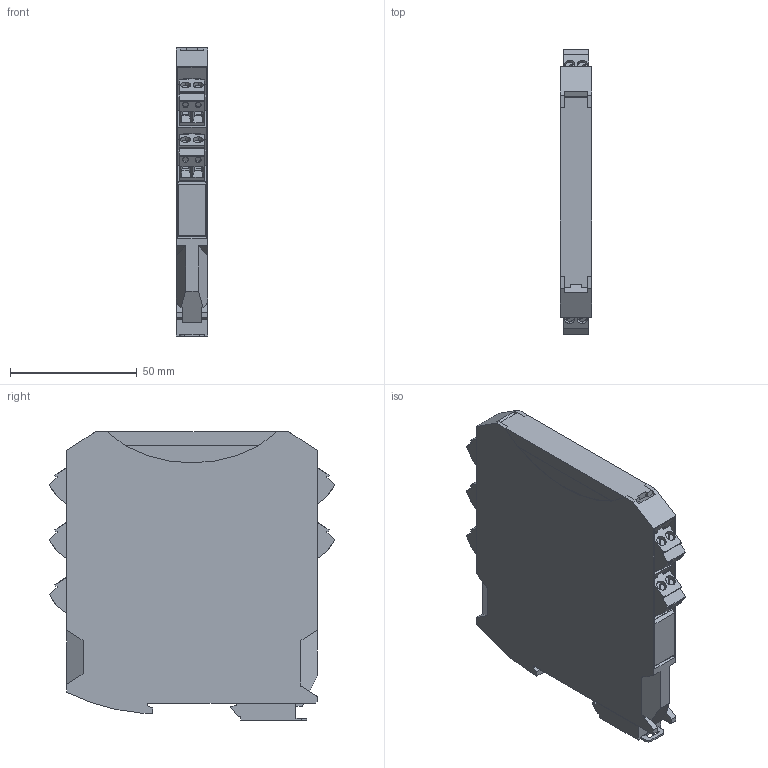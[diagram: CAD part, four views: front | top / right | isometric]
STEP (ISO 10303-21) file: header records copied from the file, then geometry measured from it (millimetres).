
FILE_DESCRIPTION(('Creo Elements/Direct Modeling STEP Export'),'2;1');
FILE_NAME('model.stp','2021-03-12T 0:29:16',(''),(''),'Creo Elements/Direct Modeling STEP processor for AP214 (Solid Model)','Creo Elements/Direct Modeling 20.1D 10-Oct-2020 (C) Parametric Technology GmbH','');
FILE_SCHEMA(('AUTOMOTIVE_DESIGN { 1 0 10303 214 1 1 1 1 }'));
Length unit declared in the file: millimetre
Products named in the file (5): ME_MAX_B-12.5_GY7042-select; MACX_12.5-SOCKEL_159_160_GY7042-select; MSTBTP_2.5_2-ST-BUGY7031-select; MSTBTP_2.5_2-ST_GY7035-select.2; MACX_MCR_12.5_159_1-select
Assembly tree (7 placements, depth 2):
  MACX_MCR_12.5_159_1-select
    MSTBTP_2.5_2-ST_GY7035-select.2  x4
    MSTBTP_2.5_2-ST-BUGY7031-select
    MACX_12.5-SOCKEL_159_160_GY7042-select
    ME_MAX_B-12.5_GY7042-select
Bounding box: 12.6 x 112.5 x 113.7 mm (x, y, z)
Volume: 130570.7 mm3; surface area: 41223.6 mm2
Topology: 7 solids, 7 shells, 990 faces, 2595 edges, 1701 vertices
Faces by surface type: plane 836, cylinder 134, cone 20
Entity records: 22718 total; most frequent: ORIENTED_EDGE 3228, CARTESIAN_POINT 3089, DIRECTION 2692, EDGE_CURVE 1614, VECTOR 1362, LINE 1362, VERTEX_POINT 1062, EDGE_LOOP 666
